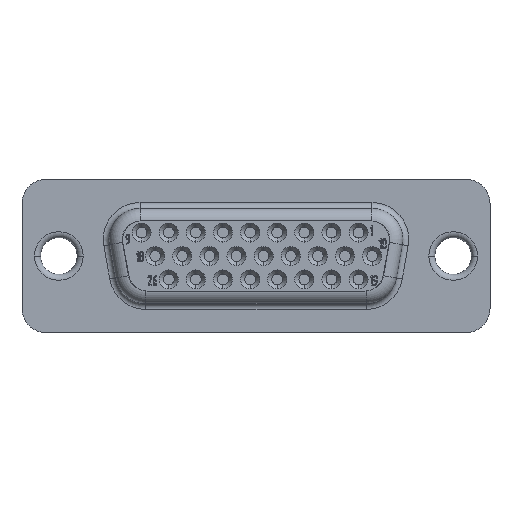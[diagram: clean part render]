
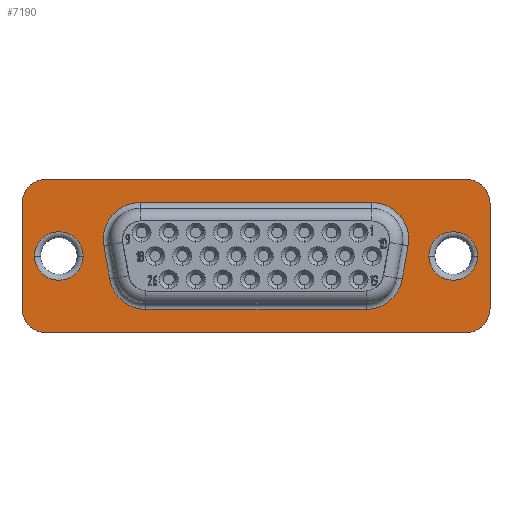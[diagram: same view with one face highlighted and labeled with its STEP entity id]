
A CAD part, front view. The second image highlights one B-rep face of the part: STEP entity #7190.
In plain terms, the highlighted face is planar.
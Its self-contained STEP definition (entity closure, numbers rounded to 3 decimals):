
#2480=CARTESIAN_POINT('',(-211.471,170.312,0.56));
#2490=DIRECTION('',(0.,0.,1.));
#2500=DIRECTION('',(1.,0.,0.));
#2510=AXIS2_PLACEMENT_3D('',#2480,#2490,#2500);
#2520=CIRCLE('',#2510,2.);
#2530=CARTESIAN_POINT('',(-211.471,168.312,0.56));
#2540=VERTEX_POINT('',#2530);
#2550=CARTESIAN_POINT('',(-209.471,170.312,0.56));
#2560=VERTEX_POINT('',#2550);
#2570=EDGE_CURVE('',#2540,#2560,#2520,.T.);
#5460=CARTESIAN_POINT('',(-216.595,199.822,
0.56));
#5470=DIRECTION('',(0.,0.,1.));
#5480=DIRECTION('',(-1.,0.,0.));
#5490=AXIS2_PLACEMENT_3D('',#5460,#5470,#5480);
#5500=PLANE('',#5490);
#5510=CARTESIAN_POINT('',(-215.936,204.722,0.56));
#5520=DIRECTION('',(0.,0.,1.));
#5530=DIRECTION('',(0.,1.,0.));
#5540=AXIS2_PLACEMENT_3D('',#5510,#5520,#5530);
#5550=CIRCLE('',#5540,2.05);
#5560=CARTESIAN_POINT('',(-217.986,204.722,0.56));
#5570=VERTEX_POINT('',#5560);
#5580=CARTESIAN_POINT('',(-215.936,202.672,0.56));
#5590=VERTEX_POINT('',#5580);
#5600=EDGE_CURVE('',#5570,#5590,#5550,.T.);
#5610=ORIENTED_EDGE('',*,*,#5600,.F.);
#5620=CARTESIAN_POINT('',(-215.936,206.772,0.56));
#5630=VERTEX_POINT('',#5620);
#5640=EDGE_CURVE('',#5590,#5630,#5550,.T.);
#5650=ORIENTED_EDGE('',*,*,#5640,.F.);
#5660=EDGE_CURVE('',#5630,#5570,#5550,.T.);
#5670=ORIENTED_EDGE('',*,*,#5660,.F.);
#5680=EDGE_LOOP('',(#5670,#5650,#5610));
#5690=FACE_BOUND('',#5680,.T.);
#5700=CARTESIAN_POINT('',(-217.346,197.37,0.56
));
#5710=DIRECTION('',(0.,0.,-1.));
#5720=DIRECTION('',(-1.,0.,0.));
#5730=AXIS2_PLACEMENT_3D('',#5700,#5710,#5720);
#5740=CIRCLE('',#5730,3.1);
#5750=CARTESIAN_POINT('',(-220.446,197.37,0.56
));
#5760=VERTEX_POINT('',#5750);
#5770=CARTESIAN_POINT('',(-217.884,200.423,
0.56));
#5780=VERTEX_POINT('',#5770);
#5790=EDGE_CURVE('',#5760,#5780,#5740,.T.);
#5800=ORIENTED_EDGE('',*,*,#5790,.T.);
#5810=CARTESIAN_POINT('',(-220.446,175.246,0.56
));
#5820=DIRECTION('',(0.,-1.,0.));
#5830=VECTOR('',#5820,1.);
#5840=LINE('',#5810,#5830);
#5850=CARTESIAN_POINT('',(-220.446,178.775,0.56
));
#5860=VERTEX_POINT('',#5850);
#5870=EDGE_CURVE('',#5760,#5860,#5840,.T.);
#5880=ORIENTED_EDGE('',*,*,#5870,.F.);
#5890=CARTESIAN_POINT('',(-217.346,178.775,0.56
));
#5900=DIRECTION('',(0.,0.,-1.));
#5910=DIRECTION('',(-1.,0.,0.));
#5920=AXIS2_PLACEMENT_3D('',#5890,#5900,#5910);
#5930=CIRCLE('',#5920,3.1);
#5940=CARTESIAN_POINT('',(-217.884,175.722,
0.56));
#5950=VERTEX_POINT('',#5940);
#5960=EDGE_CURVE('',#5950,#5860,#5930,.T.);
#5970=ORIENTED_EDGE('',*,*,#5960,.T.);
#5980=CARTESIAN_POINT('',(-194.125,171.532,
0.56));
#5990=DIRECTION('',(-0.985,0.174,0.));
#6000=VECTOR('',#5990,1.);
#6010=LINE('',#5980,#6000);
#6020=CARTESIAN_POINT('',(-215.064,175.224,
0.56));
#6030=VERTEX_POINT('',#6020);
#6040=EDGE_CURVE('',#6030,#5950,#6010,.T.);
#6050=ORIENTED_EDGE('',*,*,#6040,.T.);
#6060=CARTESIAN_POINT('',(-214.526,178.277,0.56));
#6070=DIRECTION('',(0.,0.,1.));
#6080=DIRECTION('',(1.,0.,0.));
#6090=AXIS2_PLACEMENT_3D('',#6060,#6070,#6080);
#6100=CIRCLE('',#6090,3.1);
#6110=CARTESIAN_POINT('',(-211.426,178.277,0.56));
#6120=VERTEX_POINT('',#6110);
#6130=EDGE_CURVE('',#6030,#6120,#6100,.T.);
#6140=ORIENTED_EDGE('',*,*,#6130,.F.);
#6150=CARTESIAN_POINT('',(-211.426,175.246,0.56
));
#6160=DIRECTION('',(0.,1.,0.));
#6170=VECTOR('',#6160,1.);
#6180=LINE('',#6150,#6170);
#6190=CARTESIAN_POINT('',(-211.426,197.867,0.56));
#6200=VERTEX_POINT('',#6190);
#6210=EDGE_CURVE('',#6120,#6200,#6180,.T.);
#6220=ORIENTED_EDGE('',*,*,#6210,.F.);
#6230=CARTESIAN_POINT('',(-214.526,197.867,0.56));
#6240=DIRECTION('',(0.,0.,1.));
#6250=DIRECTION('',(1.,0.,0.));
#6260=AXIS2_PLACEMENT_3D('',#6230,#6240,#6250);
#6270=CIRCLE('',#6260,3.1);
#6280=CARTESIAN_POINT('',(-215.064,200.92,
0.56));
#6290=VERTEX_POINT('',#6280);
#6300=EDGE_CURVE('',#6200,#6290,#6270,.T.);
#6310=ORIENTED_EDGE('',*,*,#6300,.F.);
#6320=CARTESIAN_POINT('',(-194.125,204.612,
0.56));
#6330=DIRECTION('',(0.985,0.174,0.));
#6340=VECTOR('',#6330,1.);
#6350=LINE('',#6320,#6340);
#6360=EDGE_CURVE('',#5780,#6290,#6350,.T.);
#6370=ORIENTED_EDGE('',*,*,#6360,.T.);
#6380=EDGE_LOOP('',(#6370,#6310,#6220,#6140,#6050,#5970,#5880,#5800));
#6390=FACE_BOUND('',#6380,.T.);
#6400=CARTESIAN_POINT('',(-215.936,171.422,0.56));
#6410=DIRECTION('',(0.,0.,1.));
#6420=DIRECTION('',(0.,1.,0.));
#6430=AXIS2_PLACEMENT_3D('',#6400,#6410,#6420);
#6440=CIRCLE('',#6430,2.05);
#6450=CARTESIAN_POINT('',(-217.986,171.422,0.56));
#6460=VERTEX_POINT('',#6450);
#6470=CARTESIAN_POINT('',(-215.936,169.372,0.56));
#6480=VERTEX_POINT('',#6470);
#6490=EDGE_CURVE('',#6460,#6480,#6440,.T.);
#6500=ORIENTED_EDGE('',*,*,#6490,.F.);
#6510=CARTESIAN_POINT('',(-215.936,173.472,0.56));
#6520=VERTEX_POINT('',#6510);
#6530=EDGE_CURVE('',#6480,#6520,#6440,.T.);
#6540=ORIENTED_EDGE('',*,*,#6530,.F.);
#6550=EDGE_CURVE('',#6520,#6460,#6440,.T.);
#6560=ORIENTED_EDGE('',*,*,#6550,.F.);
#6570=EDGE_LOOP('',(#6560,#6540,#6500));
#6580=FACE_BOUND('',#6570,.T.);
#6590=CARTESIAN_POINT('',(-220.401,205.832,0.56));
#6600=DIRECTION('',(0.,0.,1.));
#6610=DIRECTION('',(1.,0.,0.));
#6620=AXIS2_PLACEMENT_3D('',#6590,#6600,#6610);
#6630=CIRCLE('',#6620,2.);
#6640=CARTESIAN_POINT('',(-220.401,207.832,0.56));
#6650=VERTEX_POINT('',#6640);
#6660=CARTESIAN_POINT('',(-222.401,205.832,0.56));
#6670=VERTEX_POINT('',#6660);
#6680=EDGE_CURVE('',#6650,#6670,#6630,.T.);
#6690=ORIENTED_EDGE('',*,*,#6680,.T.);
#6700=CARTESIAN_POINT('',(-194.125,207.832,0.56
));
#6710=DIRECTION('',(1.,0.,0.));
#6720=VECTOR('',#6710,1.);
#6730=LINE('',#6700,#6720);
#6740=CARTESIAN_POINT('',(-211.471,207.832,0.56));
#6750=VERTEX_POINT('',#6740);
#6760=EDGE_CURVE('',#6650,#6750,#6730,.T.);
#6770=ORIENTED_EDGE('',*,*,#6760,.F.);
#6780=CARTESIAN_POINT('',(-211.471,205.832,0.56));
#6790=DIRECTION('',(0.,0.,-1.));
#6800=DIRECTION('',(-1.,0.,0.));
#6810=AXIS2_PLACEMENT_3D('',#6780,#6790,#6800);
#6820=CIRCLE('',#6810,2.);
#6830=CARTESIAN_POINT('',(-209.471,205.832,0.56));
#6840=VERTEX_POINT('',#6830);
#6850=EDGE_CURVE('',#6750,#6840,#6820,.T.);
#6860=ORIENTED_EDGE('',*,*,#6850,.F.);
#6870=CARTESIAN_POINT('',(-209.471,175.246,0.56
));
#6880=DIRECTION('',(0.,-1.,0.));
#6890=VECTOR('',#6880,1.);
#6900=LINE('',#6870,#6890);
#6910=EDGE_CURVE('',#6840,#2560,#6900,.T.);
#6920=ORIENTED_EDGE('',*,*,#6910,.F.);
#6930=ORIENTED_EDGE('',*,*,#2570,.T.);
#6940=CARTESIAN_POINT('',(-194.125,168.312,0.56
));
#6950=DIRECTION('',(-1.,0.,0.));
#6960=VECTOR('',#6950,1.);
#6970=LINE('',#6940,#6960);
#6980=CARTESIAN_POINT('',(-220.401,168.312,0.56));
#6990=VERTEX_POINT('',#6980);
#7000=EDGE_CURVE('',#2540,#6990,#6970,.T.);
#7010=ORIENTED_EDGE('',*,*,#7000,.F.);
#7020=CARTESIAN_POINT('',(-220.401,170.312,0.56));
#7030=DIRECTION('',(0.,0.,-1.));
#7040=DIRECTION('',(-1.,0.,0.));
#7050=AXIS2_PLACEMENT_3D('',#7020,#7030,#7040);
#7060=CIRCLE('',#7050,2.);
#7070=CARTESIAN_POINT('',(-222.401,170.312,0.56));
#7080=VERTEX_POINT('',#7070);
#7090=EDGE_CURVE('',#6990,#7080,#7060,.T.);
#7100=ORIENTED_EDGE('',*,*,#7090,.F.);
#7110=CARTESIAN_POINT('',(-222.401,175.246,0.56
));
#7120=DIRECTION('',(0.,-1.,0.));
#7130=VECTOR('',#7120,1.);
#7140=LINE('',#7110,#7130);
#7150=EDGE_CURVE('',#6670,#7080,#7140,.T.);
#7160=ORIENTED_EDGE('',*,*,#7150,.T.);
#7170=EDGE_LOOP('',(#7160,#7100,#7010,#6930,#6920,#6860,#6770,#6690));
#7180=FACE_OUTER_BOUND('',#7170,.T.);
#7190=ADVANCED_FACE('',(#5690,#6390,#6580,#7180),#5500,.T.);
